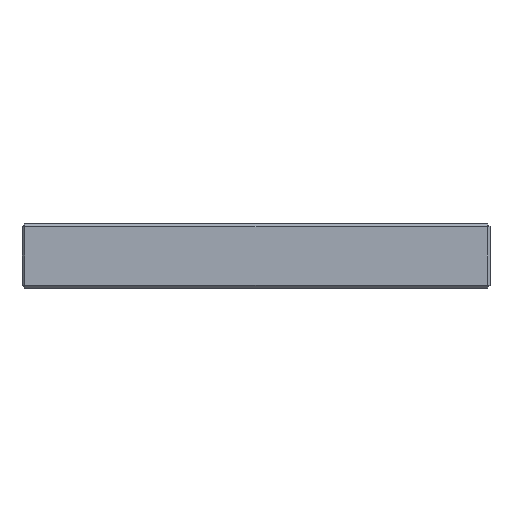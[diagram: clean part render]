
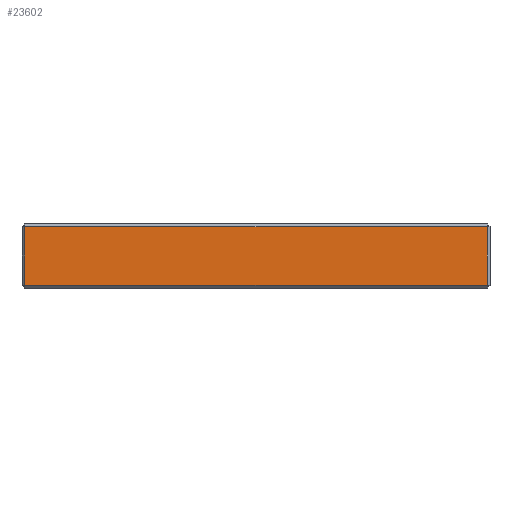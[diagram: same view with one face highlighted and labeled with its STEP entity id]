
A CAD part, front view. The second image highlights one B-rep face of the part: STEP entity #23602.
In plain terms, the highlighted planar face has unit normal (0, -1, 0).
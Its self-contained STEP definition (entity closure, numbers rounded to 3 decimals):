
#3968=LINE('',#90449,#9612);
#3969=LINE('',#90452,#9613);
#3970=LINE('',#90454,#9614);
#3971=LINE('',#90456,#9615);
#9612=VECTOR('',#73534,1.);
#9613=VECTOR('',#73535,1.);
#9614=VECTOR('',#73536,1.);
#9615=VECTOR('',#73537,1.);
#23602=ADVANCED_FACE('',(#28672),#26679,.T.);
#26679=PLANE('',#67919);
#28672=FACE_OUTER_BOUND('',#31658,.T.);
#31658=EDGE_LOOP('',(#37046,#37047,#37048,#37049));
#37046=ORIENTED_EDGE('',*,*,#58727,.T.);
#37047=ORIENTED_EDGE('',*,*,#58728,.T.);
#37048=ORIENTED_EDGE('',*,*,#58729,.T.);
#37049=ORIENTED_EDGE('',*,*,#58730,.T.);
#52724=VERTEX_POINT('',#90450);
#52725=VERTEX_POINT('',#90451);
#52726=VERTEX_POINT('',#90453);
#52727=VERTEX_POINT('',#90455);
#58727=EDGE_CURVE('',#52724,#52725,#3968,.T.);
#58728=EDGE_CURVE('',#52725,#52726,#3969,.T.);
#58729=EDGE_CURVE('',#52726,#52727,#3970,.T.);
#58730=EDGE_CURVE('',#52727,#52724,#3971,.T.);
#67919=AXIS2_PLACEMENT_3D('',#90457,#73538,#73539);
#73534=DIRECTION('',(0.,0.,1.));
#73535=DIRECTION('',(-1.,0.,0.));
#73536=DIRECTION('',(0.,0.,-1.));
#73537=DIRECTION('',(1.,0.,0.));
#73538=DIRECTION('',(0.,-1.,0.));
#73539=DIRECTION('',(0.,0.,1.));
#90449=CARTESIAN_POINT('',(79.5,7.4,8.));
#90450=CARTESIAN_POINT('',(79.5,7.4,-2.5));
#90451=CARTESIAN_POINT('',(79.5,7.4,7.5));
#90452=CARTESIAN_POINT('',(40.,7.4,7.5));
#90453=CARTESIAN_POINT('',(0.5,7.4,7.5));
#90454=CARTESIAN_POINT('',(0.5,7.4,8.));
#90455=CARTESIAN_POINT('',(0.5,7.4,-2.5));
#90456=CARTESIAN_POINT('',(40.,7.4,-2.5));
#90457=CARTESIAN_POINT('',(40.,7.4,8.));
